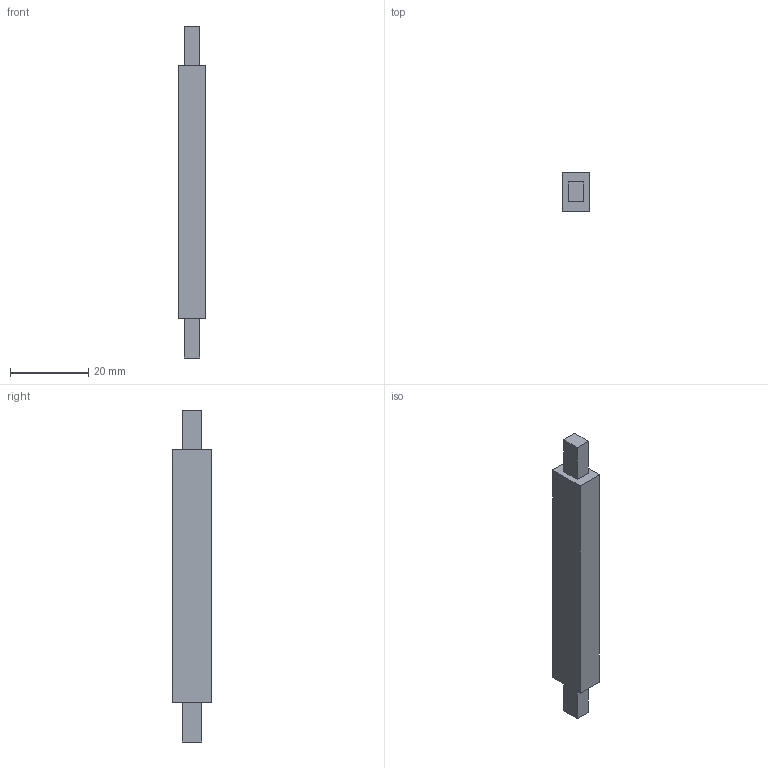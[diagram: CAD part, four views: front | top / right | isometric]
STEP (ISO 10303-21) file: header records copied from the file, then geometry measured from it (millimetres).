
FILE_DESCRIPTION (( 'STEP AP203' ), '1' );
FILE_NAME ('Support_E_Default_sldprt.STEP', '2021-07-26T18:57:01', ( '' ), ( '' ), 'SwSTEP 2.0', 'SolidWorks 2018', '' );
FILE_SCHEMA (( 'CONFIG_CONTROL_DESIGN' ));
Length unit declared in the file: millimetre
Products named in the file (1): Support_E_Default_sldprt
Bounding box: 7 x 10 x 85 mm (x, y, z)
Volume: 4950 mm3; surface area: 2710 mm2
Topology: 1 solids, 1 shells, 16 faces, 36 edges, 24 vertices
Faces by surface type: plane 16
Entity records: 517 total; most frequent: CARTESIAN_POINT 77, ORIENTED_EDGE 72, DIRECTION 70, LINE 36, EDGE_CURVE 36, VECTOR 36, VERTEX_POINT 24, EDGE_LOOP 18
